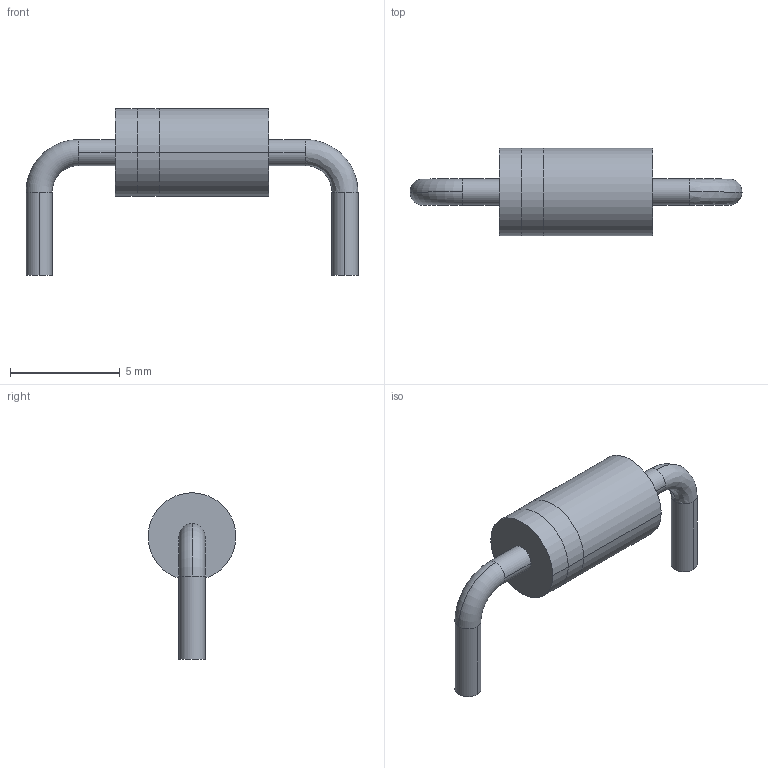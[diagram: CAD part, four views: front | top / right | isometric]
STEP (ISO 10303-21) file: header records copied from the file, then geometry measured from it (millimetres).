
FILE_DESCRIPTION((''),'2;1');
FILE_NAME('NTE_NTE506.stp','2011-02-16T12:53:17',(''),(''),'Mechanical Desktop 2011','Mechanical Desktop 2011',', , ');
FILE_SCHEMA(('AUTOMOTIVE_DESIGN { 1 2 10303 214 1 1 1 1 }'));
Length unit declared in the file: millimetre
Products named in the file (1): Product
Bounding box: 15.16 x 4 x 7.6 mm (x, y, z)
Volume: 106.5 mm3; surface area: 230 mm2
Topology: 5 solids, 5 shells, 28 faces, 54 edges, 36 vertices
Faces by surface type: cylinder 10, bspline 8, plane 8, torus 2
Entity records: 925 total; most frequent: CARTESIAN_POINT 281, DIRECTION 136, ORIENTED_EDGE 108, AXIS2_PLACEMENT_3D 61, EDGE_CURVE 54, CIRCLE 40, VERTEX_POINT 36, EDGE_LOOP 28
